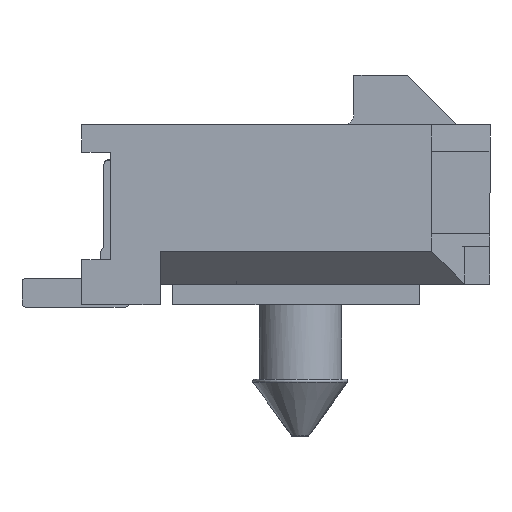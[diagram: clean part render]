
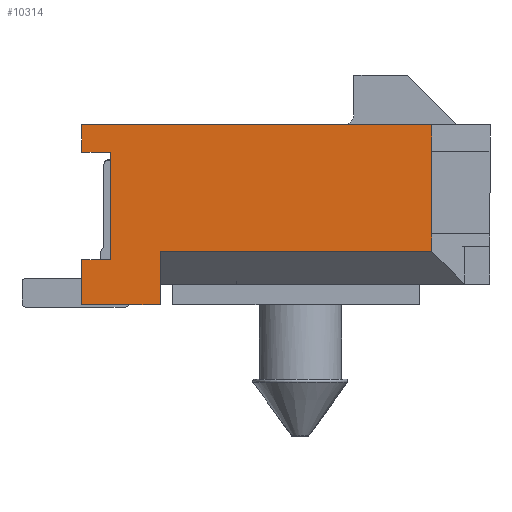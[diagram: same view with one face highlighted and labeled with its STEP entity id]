
A CAD part, front view. The second image highlights one B-rep face of the part: STEP entity #10314.
In plain terms, the highlighted face is planar.
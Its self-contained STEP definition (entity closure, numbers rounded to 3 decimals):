
#1184=ORIENTED_EDGE('',*,*,#3081,.T.);
#1185=ORIENTED_EDGE('',*,*,#3061,.T.);
#1186=ORIENTED_EDGE('',*,*,#3100,.F.);
#1187=ORIENTED_EDGE('',*,*,#2919,.T.);
#1188=ORIENTED_EDGE('',*,*,#3049,.F.);
#1189=ORIENTED_EDGE('',*,*,#2994,.F.);
#1190=ORIENTED_EDGE('',*,*,#3036,.F.);
#1191=ORIENTED_EDGE('',*,*,#3101,.T.);
#1192=ORIENTED_EDGE('',*,*,#3079,.T.);
#1193=ORIENTED_EDGE('',*,*,#2928,.T.);
#1194=ORIENTED_EDGE('',*,*,#2931,.T.);
#1195=ORIENTED_EDGE('',*,*,#2934,.T.);
#2919=EDGE_CURVE('',#3896,#3899,#4619,.T.);
#2928=EDGE_CURVE('',#3904,#3907,#4628,.T.);
#2931=EDGE_CURVE('',#3907,#3909,#4631,.T.);
#2934=EDGE_CURVE('',#3909,#3911,#4634,.T.);
#2994=EDGE_CURVE('',#3951,#3952,#4694,.T.);
#3036=EDGE_CURVE('',#3980,#3951,#4734,.T.);
#3049=EDGE_CURVE('',#3952,#3899,#4747,.T.);
#3061=EDGE_CURVE('',#3995,#3996,#4759,.T.);
#3079=EDGE_CURVE('',#4005,#3904,#4777,.T.);
#3081=EDGE_CURVE('',#3911,#3995,#4779,.T.);
#3100=EDGE_CURVE('',#3896,#3996,#4798,.T.);
#3101=EDGE_CURVE('',#3980,#4005,#4799,.T.);
#3896=VERTEX_POINT('',#14322);
#3899=VERTEX_POINT('',#14328);
#3904=VERTEX_POINT('',#14342);
#3907=VERTEX_POINT('',#14347);
#3909=VERTEX_POINT('',#14353);
#3911=VERTEX_POINT('',#14359);
#3951=VERTEX_POINT('',#14478);
#3952=VERTEX_POINT('',#14480);
#3980=VERTEX_POINT('',#14563);
#3995=VERTEX_POINT('',#14610);
#3996=VERTEX_POINT('',#14611);
#4005=VERTEX_POINT('',#14642);
#4619=LINE('',#14329,#5567);
#4628=LINE('',#14348,#5576);
#4631=LINE('',#14354,#5579);
#4634=LINE('',#14360,#5582);
#4694=LINE('',#14479,#5642);
#4734=LINE('',#14562,#5682);
#4747=LINE('',#14586,#5695);
#4759=LINE('',#14609,#5707);
#4777=LINE('',#14641,#5725);
#4779=LINE('',#14645,#5727);
#4798=LINE('',#14683,#5746);
#4799=LINE('',#14684,#5747);
#5567=VECTOR('',#11881,1000.);
#5576=VECTOR('',#11894,1000.);
#5579=VECTOR('',#11899,1000.);
#5582=VECTOR('',#11904,1000.);
#5642=VECTOR('',#12002,1000.);
#5682=VECTOR('',#12072,1000.);
#5695=VECTOR('',#12093,1000.);
#5707=VECTOR('',#12111,1000.);
#5725=VECTOR('',#12137,1000.);
#5727=VECTOR('',#12141,1000.);
#5746=VECTOR('',#12168,1000.);
#5747=VECTOR('',#12169,1000.);
#6292=EDGE_LOOP('',(#1184,#1185,#1186,#1187,#1188,#1189,#1190,#1191,#1192,
#1193,#1194,#1195));
#6712=FACE_BOUND('',#6292,.T.);
#7101=PLANE('',#10786);
#10314=ADVANCED_FACE('',(#6712),#7101,.T.);
#10786=AXIS2_PLACEMENT_3D('',#14682,#12166,#12167);
#11881=DIRECTION('',(0.,-1.,0.));
#11894=DIRECTION('',(0.,-1.,0.));
#11899=DIRECTION('',(0.,0.,-1.));
#11904=DIRECTION('',(0.,1.,0.));
#12002=DIRECTION('',(0.,0.,-1.));
#12072=DIRECTION('',(0.,0.,-1.));
#12093=DIRECTION('',(0.,0.,-1.));
#12111=DIRECTION('',(0.,-1.,0.));
#12137=DIRECTION('',(0.,0.,-1.));
#12141=DIRECTION('',(0.,0.,-1.));
#12166=DIRECTION('',(-1.,0.,0.));
#12167=DIRECTION('',(0.,0.,1.));
#12168=DIRECTION('',(0.,0.,-1.));
#12169=DIRECTION('',(0.,1.,0.));
#14322=CARTESIAN_POINT('',(-9.325,3.05,-0.885));
#14328=CARTESIAN_POINT('',(-9.325,-3.536,-0.885));
#14329=CARTESIAN_POINT('',(-9.325,0.,-0.885));
#14342=CARTESIAN_POINT('',(-9.325,4.95,1.515));
#14347=CARTESIAN_POINT('',(-9.325,4.25,1.515));
#14348=CARTESIAN_POINT('',(-9.325,0.,1.515));
#14353=CARTESIAN_POINT('',(-9.325,4.25,-1.085));
#14354=CARTESIAN_POINT('',(-9.325,4.25,0.));
#14359=CARTESIAN_POINT('',(-9.325,4.95,-1.085));
#14360=CARTESIAN_POINT('',(-9.325,0.,-1.085));
#14478=CARTESIAN_POINT('',(-9.325,-3.536,1.535));
#14479=CARTESIAN_POINT('',(-9.325,-3.536,1.535));
#14480=CARTESIAN_POINT('',(-9.325,-3.536,-0.465));
#14562=CARTESIAN_POINT('',(-9.325,-3.536,0.));
#14563=CARTESIAN_POINT('',(-9.325,-3.536,2.185));
#14586=CARTESIAN_POINT('',(-9.325,-3.536,0.));
#14609=CARTESIAN_POINT('',(-9.325,4.95,-2.185));
#14610=CARTESIAN_POINT('',(-9.325,4.95,-2.185));
#14611=CARTESIAN_POINT('',(-9.325,3.05,-2.185));
#14641=CARTESIAN_POINT('',(-9.325,4.95,2.185));
#14642=CARTESIAN_POINT('',(-9.325,4.95,2.185));
#14645=CARTESIAN_POINT('',(-9.325,4.95,2.185));
#14682=CARTESIAN_POINT('',(-9.325,0.,0.));
#14683=CARTESIAN_POINT('',(-9.325,3.05,-1.685));
#14684=CARTESIAN_POINT('',(-9.325,-4.95,2.185));
